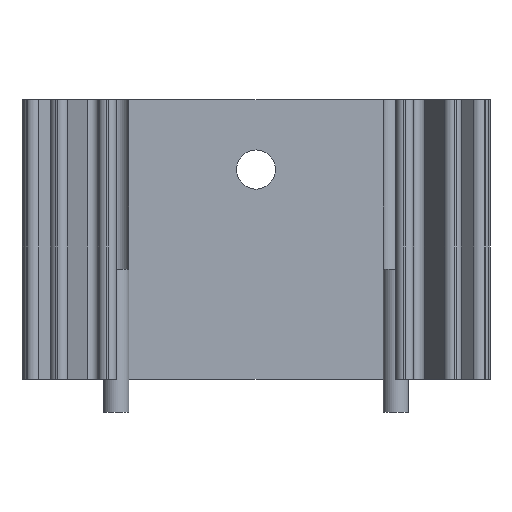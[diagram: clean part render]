
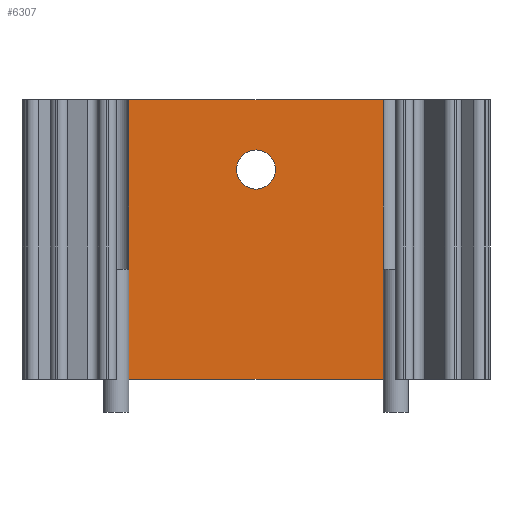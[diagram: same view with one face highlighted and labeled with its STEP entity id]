
A CAD part, front view. The second image highlights one B-rep face of the part: STEP entity #6307.
In plain terms, the highlighted planar face has unit normal (0, -1, 0).
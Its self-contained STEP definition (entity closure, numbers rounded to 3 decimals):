
#23 = ORIENTED_EDGE ( 'NONE', *, *, #3644, .F. ) ;
#248 = AXIS2_PLACEMENT_3D ( 'NONE', #3025, #3671, #3046 ) ;
#281 = EDGE_CURVE ( 'NONE', #5450, #5250, #2559, .T. ) ;
#343 = DIRECTION ( 'NONE',  ( 0., 0., 1. ) ) ;
#386 = ORIENTED_EDGE ( 'NONE', *, *, #1945, .T. ) ;
#447 = ORIENTED_EDGE ( 'NONE', *, *, #3646, .F. ) ;
#458 = ORIENTED_EDGE ( 'NONE', *, *, #6138, .T. ) ;
#500 = ORIENTED_EDGE ( 'NONE', *, *, #5752, .T. ) ;
#560 = VERTEX_POINT ( 'NONE', #2446 ) ;
#620 = VERTEX_POINT ( 'NONE', #3885 ) ;
#1174 = LINE ( 'NONE', #2243, #4325 ) ;
#1349 = CARTESIAN_POINT ( 'NONE',  ( -11.55, 0., 25.4 ) ) ;
#1362 = CARTESIAN_POINT ( 'NONE',  ( -11.55, 0., 10. ) ) ;
#1479 = VECTOR ( 'NONE', #4135, 1000. ) ;
#1518 = DIRECTION ( 'NONE',  ( 0., -1., 0. ) ) ;
#1544 = ORIENTED_EDGE ( 'NONE', *, *, #3487, .F. ) ;
#1546 = VECTOR ( 'NONE', #6280, 1000. ) ;
#1650 = ORIENTED_EDGE ( 'NONE', *, *, #2469, .F. ) ;
#1728 = VERTEX_POINT ( 'NONE', #6831 ) ;
#1827 = CARTESIAN_POINT ( 'NONE',  ( 0., 0., 25.4 ) ) ;
#1930 = CARTESIAN_POINT ( 'NONE',  ( -11.55, 0., 10. ) ) ;
#1936 = CIRCLE ( 'NONE', #7105, 1.778 ) ;
#1945 = EDGE_CURVE ( 'NONE', #7575, #1728, #3141, .T. ) ;
#2026 = VERTEX_POINT ( 'NONE', #3471 ) ;
#2127 = LINE ( 'NONE', #1930, #4308 ) ;
#2243 = CARTESIAN_POINT ( 'NONE',  ( 11.55, 0., 10. ) ) ;
#2446 = CARTESIAN_POINT ( 'NONE',  ( 1.778, 0., 19.05 ) ) ;
#2469 = EDGE_CURVE ( 'NONE', #560, #5471, #3605, .T. ) ;
#2481 = DIRECTION ( 'NONE',  ( 0., 1., 0. ) ) ;
#2559 = LINE ( 'NONE', #3701, #5427 ) ;
#2712 = EDGE_LOOP ( 'NONE', ( #386, #500, #23, #447, #3677, #458 ) ) ;
#2903 = AXIS2_PLACEMENT_3D ( 'NONE', #1827, #2481, #5611 ) ;
#3025 = CARTESIAN_POINT ( 'NONE',  ( 0., 0., 19.05 ) ) ;
#3046 = DIRECTION ( 'NONE',  ( 1., 0., 0. ) ) ;
#3141 = LINE ( 'NONE', #3444, #1479 ) ;
#3389 = CARTESIAN_POINT ( 'NONE',  ( 0., 0., 19.05 ) ) ;
#3444 = CARTESIAN_POINT ( 'NONE',  ( 0., 0., 0. ) ) ;
#3471 = CARTESIAN_POINT ( 'NONE',  ( 11.55, 0., 10. ) ) ;
#3487 = EDGE_CURVE ( 'NONE', #5471, #560, #1936, .T. ) ;
#3605 = CIRCLE ( 'NONE', #248, 1.778 ) ;
#3644 = EDGE_CURVE ( 'NONE', #620, #2026, #5988, .T. ) ;
#3646 = EDGE_CURVE ( 'NONE', #5450, #620, #4913, .T. ) ;
#3671 = DIRECTION ( 'NONE',  ( 0., -1., 0. ) ) ;
#3675 = CARTESIAN_POINT ( 'NONE',  ( 11.55, 0., 25.4 ) ) ;
#3677 = ORIENTED_EDGE ( 'NONE', *, *, #281, .T. ) ;
#3696 = DIRECTION ( 'NONE',  ( 1., 0., 0. ) ) ;
#3701 = CARTESIAN_POINT ( 'NONE',  ( -11.55, 0., 25.4 ) ) ;
#3885 = CARTESIAN_POINT ( 'NONE',  ( 11.55, 0., 25.4 ) ) ;
#4010 = FACE_OUTER_BOUND ( 'NONE', #2712, .T. ) ;
#4135 = DIRECTION ( 'NONE',  ( 1., 0., 0. ) ) ;
#4308 = VECTOR ( 'NONE', #6422, 1000. ) ;
#4325 = VECTOR ( 'NONE', #343, 1000. ) ;
#4913 = LINE ( 'NONE', #5010, #5592 ) ;
#5010 = CARTESIAN_POINT ( 'NONE',  ( 0., 0., 25.4 ) ) ;
#5250 = VERTEX_POINT ( 'NONE', #1362 ) ;
#5427 = VECTOR ( 'NONE', #6853, 1000. ) ;
#5450 = VERTEX_POINT ( 'NONE', #1349 ) ;
#5471 = VERTEX_POINT ( 'NONE', #7016 ) ;
#5592 = VECTOR ( 'NONE', #3696, 1000. ) ;
#5611 = DIRECTION ( 'NONE',  ( -1., 0., 0. ) ) ;
#5636 = PLANE ( 'NONE',  #2903 ) ;
#5752 = EDGE_CURVE ( 'NONE', #1728, #2026, #1174, .T. ) ;
#5988 = LINE ( 'NONE', #3675, #1546 ) ;
#6094 = FACE_BOUND ( 'NONE', #7213, .T. ) ;
#6138 = EDGE_CURVE ( 'NONE', #5250, #7575, #2127, .T. ) ;
#6280 = DIRECTION ( 'NONE',  ( 0., 0., -1. ) ) ;
#6307 = ADVANCED_FACE ( 'NONE', ( #6094, #4010 ), #5636, .F. ) ;
#6422 = DIRECTION ( 'NONE',  ( 0., 0., -1. ) ) ;
#6603 = DIRECTION ( 'NONE',  ( 1., 0., 0. ) ) ;
#6831 = CARTESIAN_POINT ( 'NONE',  ( 11.55, 0., 0. ) ) ;
#6853 = DIRECTION ( 'NONE',  ( 0., 0., -1. ) ) ;
#7016 = CARTESIAN_POINT ( 'NONE',  ( -1.778, 0., 19.05 ) ) ;
#7105 = AXIS2_PLACEMENT_3D ( 'NONE', #3389, #1518, #6603 ) ;
#7213 = EDGE_LOOP ( 'NONE', ( #1650, #1544 ) ) ;
#7289 = CARTESIAN_POINT ( 'NONE',  ( -11.55, 0., 0. ) ) ;
#7575 = VERTEX_POINT ( 'NONE', #7289 ) ;
